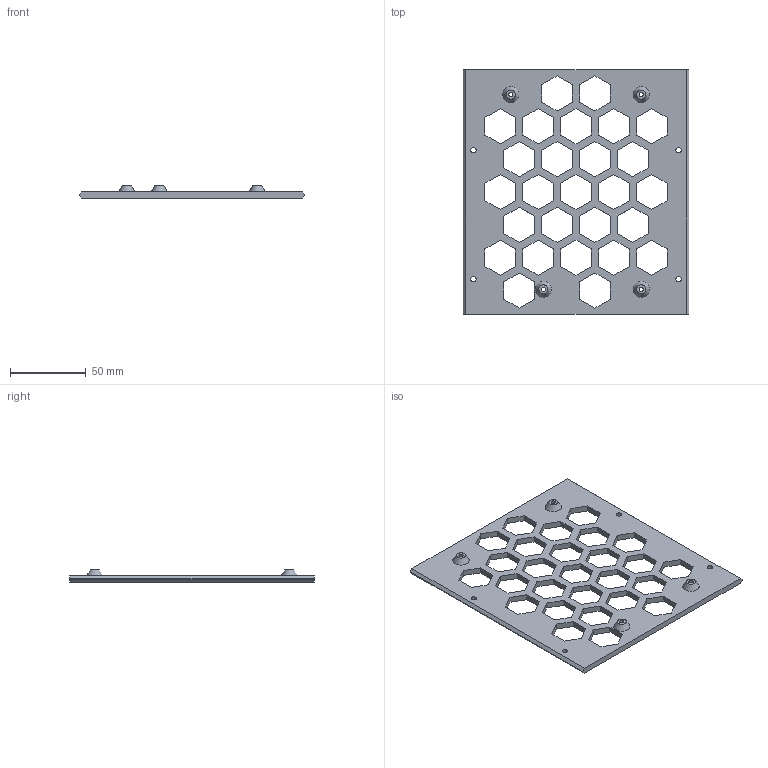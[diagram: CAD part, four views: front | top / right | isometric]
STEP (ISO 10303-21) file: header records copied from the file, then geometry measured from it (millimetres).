
FILE_DESCRIPTION(/* description */ (''),/* implementation_level */ '2;1');
FILE_NAME(/* name */ 'MCU Tray - BTT Manta M5P.step',/* time_stamp */ '2023-07-24T10:24:00-05:00',/* author */ (''),/* organization */ (''),/* preprocessor_version */ 'ST-DEVELOPER v19.2',/* originating_system */ 'Autodesk Translation Framework v12.6.0.85',/* authorisation */ '');
FILE_SCHEMA (('AUTOMOTIVE_DESIGN { 1 0 10303 214 3 1 1 }'));
Length unit declared in the file: millimetre
Products named in the file (1): MCU Tray - BTT Manta M5P
Bounding box: 148.6 x 160.85 x 8 mm (x, y, z)
Volume: 57682.4 mm3; surface area: 38936.9 mm2
Topology: 1 solids, 1 shells, 188 faces, 546 edges, 364 vertices
Faces by surface type: plane 176, cylinder 8, cone 4
Full cylindrical faces by diameter (mm): 2.8 x4, 3.6 x4
Entity records: 6267 total; most frequent: CARTESIAN_POINT 1099, ORIENTED_EDGE 1092, DIRECTION 948, EDGE_CURVE 546, LINE 522, VECTOR 522, VERTEX_POINT 364, EDGE_LOOP 262
